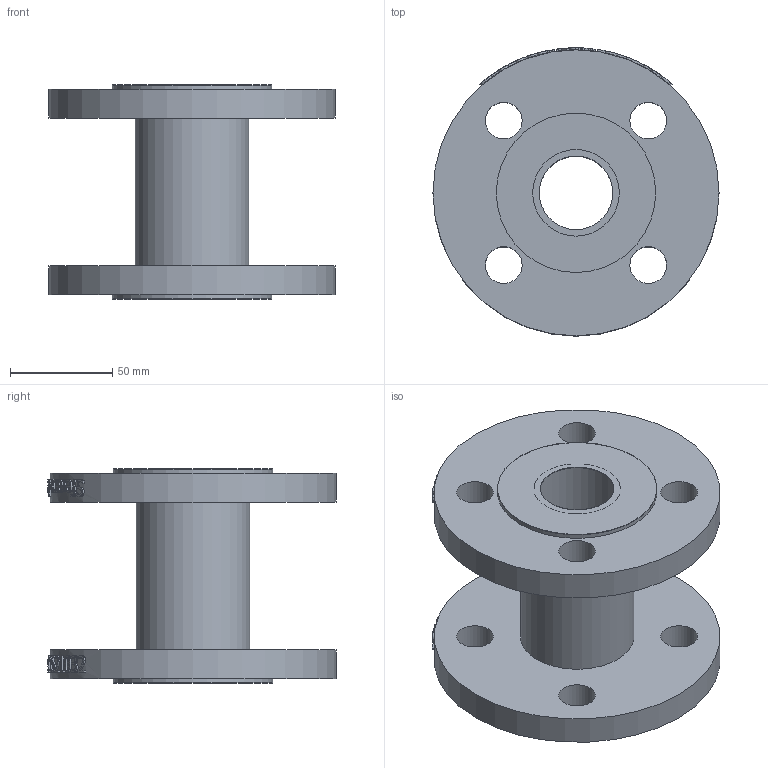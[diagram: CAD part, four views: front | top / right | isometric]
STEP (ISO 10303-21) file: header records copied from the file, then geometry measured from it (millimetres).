
FILE_DESCRIPTION(/* description */ ('1521032'),/* implementation_level */ '2;1');
FILE_NAME(/* name */ '1521032.stp',/* time_stamp */ '2020-06-18T09:53:10+02:00',/* author */ ('jmorand'),/* organization */ ('Sferaco'),/* preprocessor_version */ 'ST-DEVELOPER v18.1',/* originating_system */ 'Autodesk Inventor 2021',/* authorisation */ '');
FILE_SCHEMA (('AUTOMOTIVE_DESIGN { 1 0 10303 214 3 1 1 }'));
Length unit declared in the file: millimetre
Products named in the file (3): 1521032_ens; 1521032_corps; 1521032_chemise
Assembly tree (3 placements, depth 2):
  1521032_ens
    1521032_corps
    1521032_chemise  x2
Bounding box: 140 x 141 x 105 mm (x, y, z)
Volume: 452783.3 mm3; surface area: 112384.5 mm2
Topology: 3 solids, 3 shells, 646 faces, 1773 edges, 1185 vertices
Faces by surface type: bspline 334, plane 246, cylinder 66
Full cylindrical faces by diameter (mm): 18 x8, 36 x2, 42.4 x1, 55.6 x1, 78 x4, 140 x2
Entity records: 29411 total; most frequent: CARTESIAN_POINT 14570, ORIENTED_EDGE 3534, DIRECTION 2000, EDGE_CURVE 1767, VERTEX_POINT 1181, LINE 826, VECTOR 826, EDGE_LOOP 714
